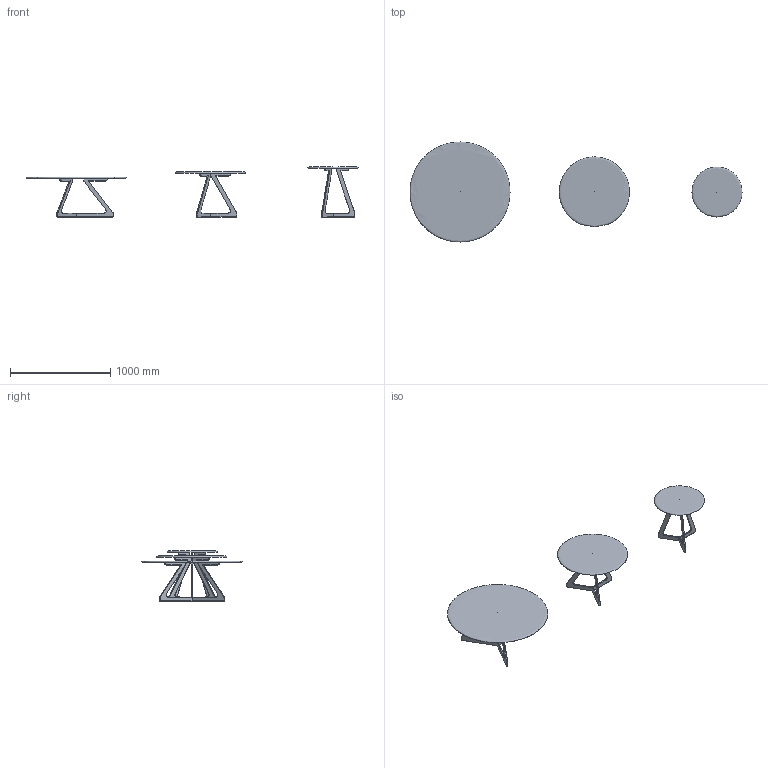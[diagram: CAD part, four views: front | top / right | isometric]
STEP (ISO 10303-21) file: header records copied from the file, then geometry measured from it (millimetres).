
FILE_DESCRIPTION(/* description */ (''),/* implementation_level */ '2;1');
FILE_NAME(/* name */ 'LAKES_~1',/* time_stamp */ '2019-07-08T09:55:01+02:00',/* author */ (''),/* organization */ (''),/* preprocessor_version */ 'ST-DEVELOPER v16.5',/* originating_system */ '',/* authorisation */ '');
FILE_SCHEMA (('CONFIG_CONTROL_DESIGN'));
Length unit declared in the file: millimetre
Products named in the file (1): Document
Bounding box: 3319.67 x 999.98 x 500.22 mm (x, y, z)
Volume: 27441460.3 mm3; surface area: 3607607.7 mm2
Topology: 6 solids, 6 shells, 480 faces, 1062 edges, 588 vertices
Faces by surface type: bspline 408, plane 72
Entity records: 13449 total; most frequent: CARTESIAN_POINT 7614, ORIENTED_EDGE 2112, EDGE_CURVE 1056, VERTEX_POINT 588, ADVANCED_FACE 480, FACE_OUTER_BOUND 480, EDGE_LOOP 480, B_SPLINE_CURVE_WITH_KNOTS 321
